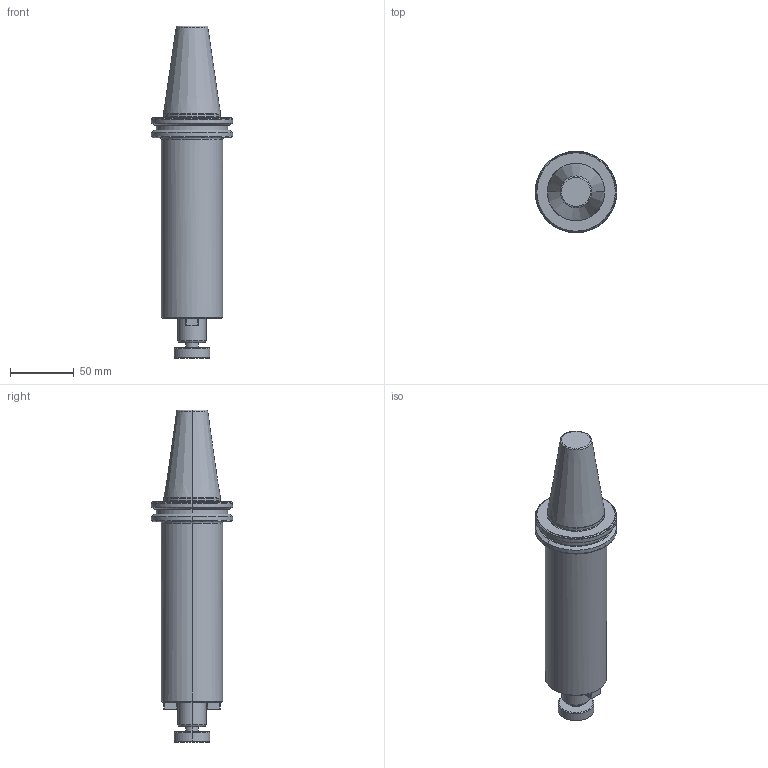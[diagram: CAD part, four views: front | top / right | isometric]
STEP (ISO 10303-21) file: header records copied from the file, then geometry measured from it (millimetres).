
FILE_DESCRIPTION (( 'STEP AP203' ), '1' );
FILE_NAME ('SK40 FMH22 160 AD-6.3G15000 SL SP.S.STEP', '2019-05-02T03:25:53', ( '' ), ( '' ), 'SwSTEP 2.0', 'SolidWorks 2014', '' );
FILE_SCHEMA (( 'CONFIG_CONTROL_DESIGN' ));
Length unit declared in the file: millimetre
Products named in the file (1): SK40 FMH22 160 AD-6.3G15000 SL SP.S
Bounding box: 63.5 x 63.5 x 259.4 mm (x, y, z)
Volume: 385579.6 mm3; surface area: 41579.8 mm2
Topology: 1 solids, 1 shells, 108 faces, 264 edges, 167 vertices
Faces by surface type: plane 35, cone 20, bspline 19, torus 18, cylinder 16
Entity records: 4244 total; most frequent: CARTESIAN_POINT 1671, ORIENTED_EDGE 528, DIRECTION 524, EDGE_CURVE 264, AXIS2_PLACEMENT_3D 208, VERTEX_POINT 167, CIRCLE 118, EDGE_LOOP 117
